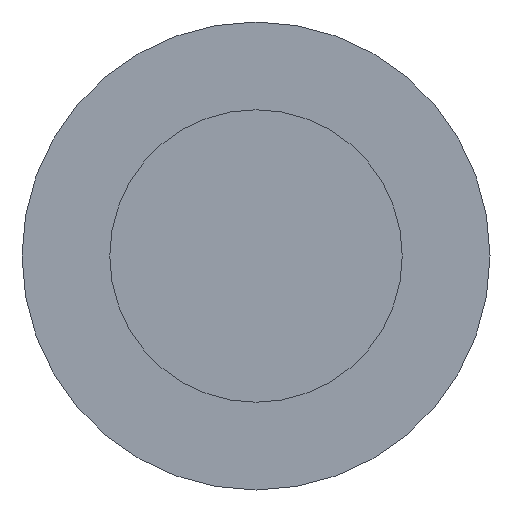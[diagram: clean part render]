
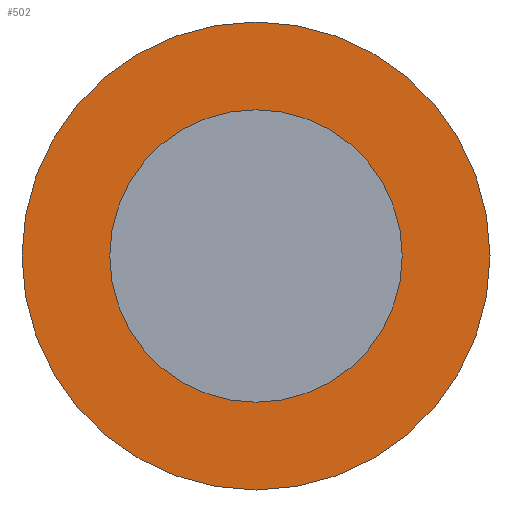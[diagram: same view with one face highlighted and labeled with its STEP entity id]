
A CAD part, front view. The second image highlights one B-rep face of the part: STEP entity #502.
In plain terms, the highlighted planar face has unit normal (0, -1, 0).
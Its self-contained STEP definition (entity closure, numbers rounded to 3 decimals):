
#27 = CARTESIAN_POINT ( 'NONE',  ( 0., 120., 0. ) ) ;
#33 = DIRECTION ( 'NONE',  ( 0., 0., 1. ) ) ;
#105 = ORIENTED_EDGE ( 'NONE', *, *, #716, .F. ) ;
#128 = FACE_BOUND ( 'NONE', #411, .T. ) ;
#153 = CARTESIAN_POINT ( 'NONE',  ( 0., 120., 0. ) ) ;
#159 = DIRECTION ( 'NONE',  ( 0., 0., 1. ) ) ;
#178 = CARTESIAN_POINT ( 'NONE',  ( 0., 120., -100. ) ) ;
#207 = DIRECTION ( 'NONE',  ( 0., 1., 0. ) ) ;
#216 = CIRCLE ( 'NONE', #659, 100. ) ;
#217 = DIRECTION ( 'NONE',  ( 0., 1., 0. ) ) ;
#236 = VERTEX_POINT ( 'NONE', #698 ) ;
#266 = CIRCLE ( 'NONE', #579, 100. ) ;
#267 = CARTESIAN_POINT ( 'NONE',  ( 0., 120., 0. ) ) ;
#285 = VERTEX_POINT ( 'NONE', #178 ) ;
#298 = VERTEX_POINT ( 'NONE', #420 ) ;
#316 = DIRECTION ( 'NONE',  ( 0., 1., 0. ) ) ;
#374 = PLANE ( 'NONE',  #641 ) ;
#402 = ORIENTED_EDGE ( 'NONE', *, *, #727, .F. ) ;
#411 = EDGE_LOOP ( 'NONE', ( #651, #445 ) ) ;
#418 = EDGE_LOOP ( 'NONE', ( #402, #105 ) ) ;
#420 = CARTESIAN_POINT ( 'NONE',  ( 0., 120., 100. ) ) ;
#426 = DIRECTION ( 'NONE',  ( 0., 1., 0. ) ) ;
#442 = CARTESIAN_POINT ( 'NONE',  ( 0., 120., 0. ) ) ;
#445 = ORIENTED_EDGE ( 'NONE', *, *, #658, .T. ) ;
#502 = ADVANCED_FACE ( 'NONE', ( #128, #607 ), #374, .F. ) ;
#515 = AXIS2_PLACEMENT_3D ( 'NONE', #267, #207, #33 ) ;
#521 = VERTEX_POINT ( 'NONE', #682 ) ;
#556 = CIRCLE ( 'NONE', #515, 160. ) ;
#563 = DIRECTION ( 'NONE',  ( 0., 1., 0. ) ) ;
#575 = DIRECTION ( 'NONE',  ( 0., 0., 1. ) ) ;
#579 = AXIS2_PLACEMENT_3D ( 'NONE', #153, #316, #575 ) ;
#607 = FACE_OUTER_BOUND ( 'NONE', #418, .T. ) ;
#609 = DIRECTION ( 'NONE',  ( 0., 0., 1. ) ) ;
#612 = CARTESIAN_POINT ( 'NONE',  ( 0., 120., 0. ) ) ;
#641 = AXIS2_PLACEMENT_3D ( 'NONE', #612, #426, #609 ) ;
#651 = ORIENTED_EDGE ( 'NONE', *, *, #740, .T. ) ;
#658 = EDGE_CURVE ( 'NONE', #298, #285, #266, .T. ) ;
#659 = AXIS2_PLACEMENT_3D ( 'NONE', #442, #217, #159 ) ;
#660 = CIRCLE ( 'NONE', #673, 160. ) ;
#673 = AXIS2_PLACEMENT_3D ( 'NONE', #27, #563, #692 ) ;
#682 = CARTESIAN_POINT ( 'NONE',  ( 0., 120., -160. ) ) ;
#692 = DIRECTION ( 'NONE',  ( 0., 0., 1. ) ) ;
#698 = CARTESIAN_POINT ( 'NONE',  ( 0., 120., 160. ) ) ;
#716 = EDGE_CURVE ( 'NONE', #236, #521, #660, .T. ) ;
#727 = EDGE_CURVE ( 'NONE', #521, #236, #556, .T. ) ;
#740 = EDGE_CURVE ( 'NONE', #285, #298, #216, .T. ) ;
